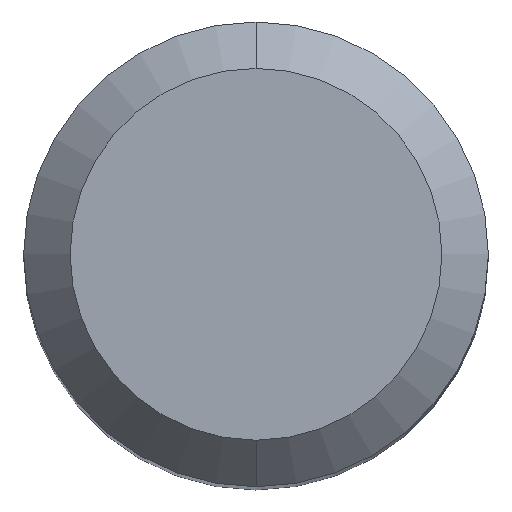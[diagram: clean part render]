
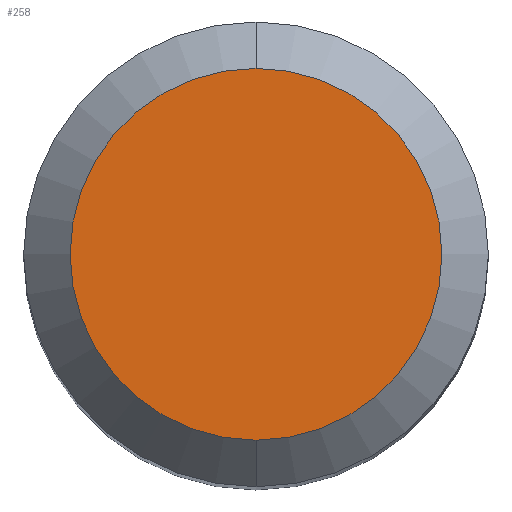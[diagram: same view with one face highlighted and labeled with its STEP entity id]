
A CAD part, top view. The second image highlights one B-rep face of the part: STEP entity #258.
In plain terms, the highlighted planar face has unit normal (0, 0, 1).
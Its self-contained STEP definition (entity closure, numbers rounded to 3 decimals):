
#15 = CIRCLE ( 'NONE', #406, 4. ) ;
#85 = VERTEX_POINT ( 'NONE', #416 ) ;
#122 = CARTESIAN_POINT ( 'NONE',  ( 0., 4., 70. ) ) ;
#174 = VERTEX_POINT ( 'NONE', #122 ) ;
#215 = EDGE_CURVE ( 'NONE', #85, #174, #15, .T. ) ;
#217 = CARTESIAN_POINT ( 'NONE',  ( 0., 0., 70. ) ) ;
#252 = ORIENTED_EDGE ( 'NONE', *, *, #316, .F. ) ;
#258 = ADVANCED_FACE ( 'NONE', ( #291 ), #569, .T. ) ;
#286 = ORIENTED_EDGE ( 'NONE', *, *, #215, .F. ) ;
#291 = FACE_OUTER_BOUND ( 'NONE', #343, .T. ) ;
#305 = DIRECTION ( 'NONE',  ( 0., 0., -1. ) ) ;
#307 = CARTESIAN_POINT ( 'NONE',  ( 0., 0., 70. ) ) ;
#316 = EDGE_CURVE ( 'NONE', #174, #85, #431, .T. ) ;
#343 = EDGE_LOOP ( 'NONE', ( #252, #286 ) ) ;
#360 = DIRECTION ( 'NONE',  ( 0., 1., 0. ) ) ;
#382 = DIRECTION ( 'NONE',  ( 0., 1., 0. ) ) ;
#390 = DIRECTION ( 'NONE',  ( 0., 0., -1. ) ) ;
#396 = DIRECTION ( 'NONE',  ( 0., -1., 0. ) ) ;
#406 = AXIS2_PLACEMENT_3D ( 'NONE', #433, #390, #382 ) ;
#416 = CARTESIAN_POINT ( 'NONE',  ( 0., -4., 70. ) ) ;
#431 = CIRCLE ( 'NONE', #559, 4. ) ;
#433 = CARTESIAN_POINT ( 'NONE',  ( 0., 0., 70. ) ) ;
#481 = AXIS2_PLACEMENT_3D ( 'NONE', #217, #528, #396 ) ;
#528 = DIRECTION ( 'NONE',  ( 0., 0., 1. ) ) ;
#559 = AXIS2_PLACEMENT_3D ( 'NONE', #307, #305, #360 ) ;
#569 = PLANE ( 'NONE',  #481 ) ;
